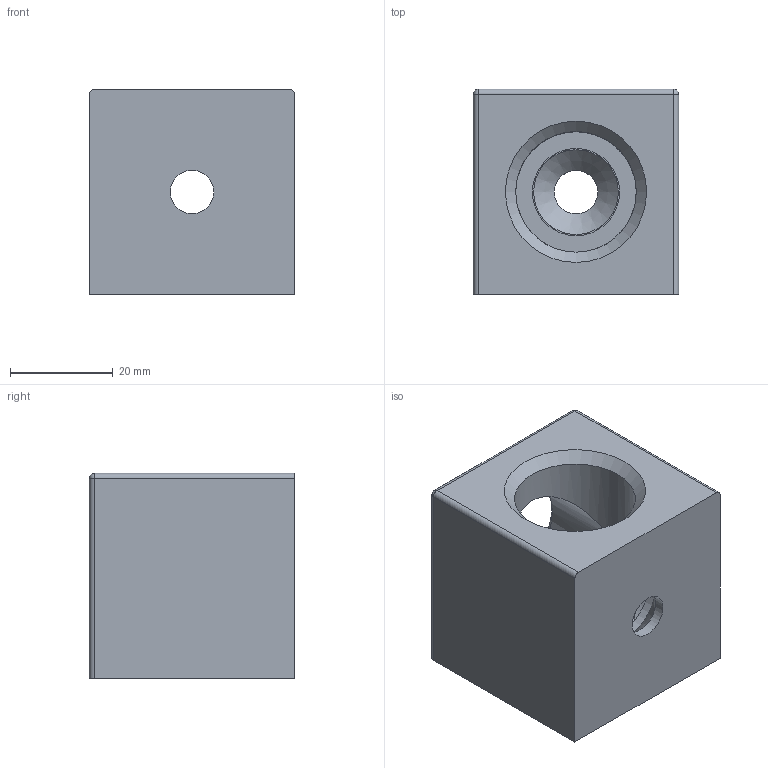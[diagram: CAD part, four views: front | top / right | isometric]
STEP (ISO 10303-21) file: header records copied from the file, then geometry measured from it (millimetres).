
FILE_DESCRIPTION((''),'2;1');
FILE_NAME('AR3555.stp','2016-12-20T13:16:04',('Konstruktor II'),(''),'Autodesk Inventor 2013','Autodesk Inventor 2013','');
FILE_SCHEMA(('AUTOMOTIVE_DESIGN { 1 0 10303 214 1 1 1 1 }'));
Length unit declared in the file: millimetre
Products named in the file (1): AR3555
Bounding box: 40 x 40 x 40 mm (x, y, z)
Volume: 42388 mm3; surface area: 12090 mm2
Topology: 1 solids, 1 shells, 29 faces, 59 edges, 34 vertices
Faces by surface type: cylinder 13, plane 10, cone 4, sphere 2
Full cylindrical faces by diameter (mm): 8.5 x2, 17 x2, 23.5 x4
Entity records: 733 total; most frequent: DIRECTION 137, CARTESIAN_POINT 111, ORIENTED_EDGE 94, AXIS2_PLACEMENT_3D 60, EDGE_LOOP 49, EDGE_CURVE 47, VERTEX_POINT 34, FACE_OUTER_BOUND 29
